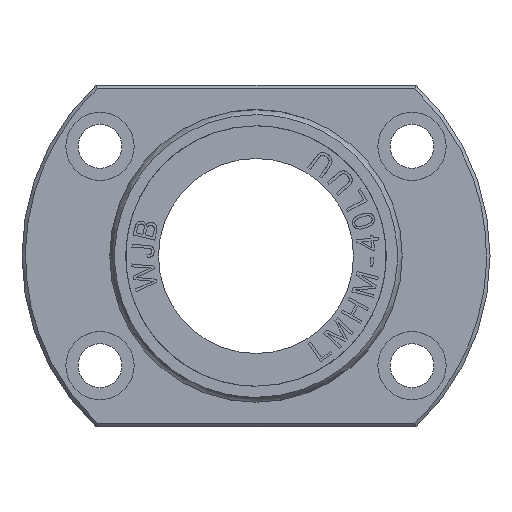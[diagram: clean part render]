
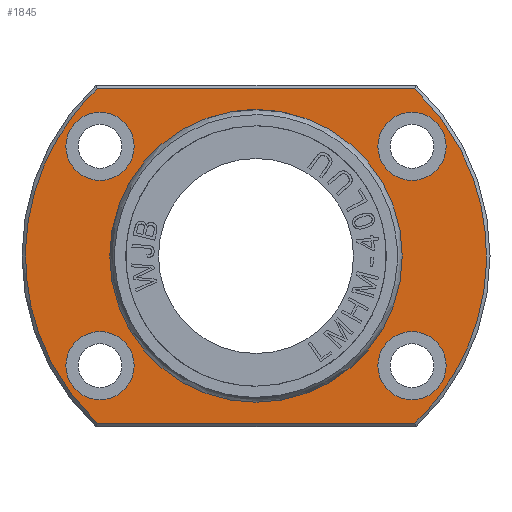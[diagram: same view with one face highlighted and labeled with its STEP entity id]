
A CAD part, left-side view. The second image highlights one B-rep face of the part: STEP entity #1845.
In plain terms, the highlighted planar face has unit normal (-1, 0, 0).
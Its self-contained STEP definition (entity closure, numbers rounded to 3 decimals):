
#142=PLANE('',#7766);
#484=FACE_BOUND('',#2701,.T.);
#485=FACE_BOUND('',#2702,.T.);
#486=FACE_BOUND('',#2703,.T.);
#487=FACE_BOUND('',#2704,.T.);
#488=FACE_BOUND('',#2705,.T.);
#489=FACE_BOUND('',#2706,.T.);
#1845=ADVANCED_FACE('',(#484,#485,#486,#487,#488,#489),#142,.T.);
#2701=EDGE_LOOP('',(#3940,#3941));
#2702=EDGE_LOOP('',(#3942,#3943));
#2703=EDGE_LOOP('',(#3944,#3945));
#2704=EDGE_LOOP('',(#3946,#3947));
#2705=EDGE_LOOP('',(#3948,#3949,#3950,#3951));
#2706=EDGE_LOOP('',(#3952,#3953));
#3163=B_SPLINE_CURVE_WITH_KNOTS('',3,(#9779,#9780,#9781,#9782,#9783,#9784,
#9785,#9786,#9787,#9788),.UNSPECIFIED.,.F.,.F.,(4,2,2,2,4),(0.,0.25,0.5,
0.75,1.),.UNSPECIFIED.);
#3240=B_SPLINE_CURVE_WITH_KNOTS('',3,(#11398,#11399,#11400,#11401,#11402,
#11403,#11404,#11405,#11406,#11407),.UNSPECIFIED.,.F.,.F.,(4,2,2,2,4),(0.,
0.25,0.5,0.75,1.),.UNSPECIFIED.);
#3241=B_SPLINE_CURVE_WITH_KNOTS('',3,(#11410,#11411,#11412,#11413),.UNSPECIFIED.,
 .F.,.F.,(4,4),(0.,1.),.UNSPECIFIED.);
#3242=B_SPLINE_CURVE_WITH_KNOTS('',3,(#11414,#11415,#11416,#11417),.UNSPECIFIED.,
 .F.,.F.,(4,4),(0.,1.),.UNSPECIFIED.);
#3243=B_SPLINE_CURVE_WITH_KNOTS('',3,(#11418,#11419,#11420,#11421,#11422,
#11423,#11424,#11425,#11426,#11427),.UNSPECIFIED.,.F.,.F.,(4,2,2,2,4),(0.,
0.25,0.5,0.75,1.),.UNSPECIFIED.);
#3244=B_SPLINE_CURVE_WITH_KNOTS('',3,(#11430,#11431,#11432,#11433,#11434,
#11435,#11436,#11437,#11438,#11439),.UNSPECIFIED.,.F.,.F.,(4,2,2,2,4),(0.,
0.25,0.5,0.75,1.),.UNSPECIFIED.);
#3940=ORIENTED_EDGE('',*,*,#6836,.F.);
#3941=ORIENTED_EDGE('',*,*,#6837,.F.);
#3942=ORIENTED_EDGE('',*,*,#6838,.F.);
#3943=ORIENTED_EDGE('',*,*,#6839,.F.);
#3944=ORIENTED_EDGE('',*,*,#6840,.F.);
#3945=ORIENTED_EDGE('',*,*,#6841,.F.);
#3946=ORIENTED_EDGE('',*,*,#6842,.F.);
#3947=ORIENTED_EDGE('',*,*,#6843,.F.);
#3948=ORIENTED_EDGE('',*,*,#6844,.F.);
#3949=ORIENTED_EDGE('',*,*,#6845,.F.);
#3950=ORIENTED_EDGE('',*,*,#6520,.F.);
#3951=ORIENTED_EDGE('',*,*,#6846,.F.);
#3952=ORIENTED_EDGE('',*,*,#6847,.T.);
#3953=ORIENTED_EDGE('',*,*,#6848,.T.);
#5784=VERTEX_POINT('',#9778);
#5785=VERTEX_POINT('',#9789);
#6098=VERTEX_POINT('',#11383);
#6099=VERTEX_POINT('',#11384);
#6100=VERTEX_POINT('',#11387);
#6101=VERTEX_POINT('',#11388);
#6102=VERTEX_POINT('',#11391);
#6103=VERTEX_POINT('',#11392);
#6104=VERTEX_POINT('',#11395);
#6105=VERTEX_POINT('',#11396);
#6106=VERTEX_POINT('',#11408);
#6107=VERTEX_POINT('',#11409);
#6108=VERTEX_POINT('',#11428);
#6109=VERTEX_POINT('',#11429);
#6520=EDGE_CURVE('',#5784,#5785,#3163,.T.);
#6836=EDGE_CURVE('',#6098,#6099,#7635,.T.);
#6837=EDGE_CURVE('',#6099,#6098,#7636,.T.);
#6838=EDGE_CURVE('',#6100,#6101,#7637,.T.);
#6839=EDGE_CURVE('',#6101,#6100,#7638,.T.);
#6840=EDGE_CURVE('',#6102,#6103,#7639,.T.);
#6841=EDGE_CURVE('',#6103,#6102,#7640,.T.);
#6842=EDGE_CURVE('',#6104,#6105,#7641,.T.);
#6843=EDGE_CURVE('',#6105,#6104,#7642,.T.);
#6844=EDGE_CURVE('',#6106,#6107,#3240,.T.);
#6845=EDGE_CURVE('',#5785,#6106,#3241,.T.);
#6846=EDGE_CURVE('',#6107,#5784,#3242,.T.);
#6847=EDGE_CURVE('',#6108,#6109,#3243,.T.);
#6848=EDGE_CURVE('',#6109,#6108,#3244,.T.);
#7635=CIRCLE('',#7758,7.);
#7636=CIRCLE('',#7759,7.);
#7637=CIRCLE('',#7760,7.);
#7638=CIRCLE('',#7761,7.);
#7639=CIRCLE('',#7762,7.);
#7640=CIRCLE('',#7763,7.);
#7641=CIRCLE('',#7764,7.);
#7642=CIRCLE('',#7765,7.);
#7758=AXIS2_PLACEMENT_3D('',#11382,#8471,#8472);
#7759=AXIS2_PLACEMENT_3D('',#11385,#8473,#8474);
#7760=AXIS2_PLACEMENT_3D('',#11386,#8475,#8476);
#7761=AXIS2_PLACEMENT_3D('',#11389,#8477,#8478);
#7762=AXIS2_PLACEMENT_3D('',#11390,#8479,#8480);
#7763=AXIS2_PLACEMENT_3D('',#11393,#8481,#8482);
#7764=AXIS2_PLACEMENT_3D('',#11394,#8483,#8484);
#7765=AXIS2_PLACEMENT_3D('',#11397,#8485,#8486);
#7766=AXIS2_PLACEMENT_3D('',#11440,#8487,#8488);
#8471=DIRECTION('',(-1.,0.,0.));
#8472=DIRECTION('',(0.,0.,1.));
#8473=DIRECTION('',(-1.,0.,0.));
#8474=DIRECTION('',(0.,0.,1.));
#8475=DIRECTION('',(-1.,0.,0.));
#8476=DIRECTION('',(0.,0.,1.));
#8477=DIRECTION('',(-1.,0.,0.));
#8478=DIRECTION('',(0.,0.,1.));
#8479=DIRECTION('',(-1.,0.,0.));
#8480=DIRECTION('',(0.,0.,1.));
#8481=DIRECTION('',(-1.,0.,0.));
#8482=DIRECTION('',(0.,0.,1.));
#8483=DIRECTION('',(-1.,0.,0.));
#8484=DIRECTION('',(0.,0.,1.));
#8485=DIRECTION('',(-1.,0.,0.));
#8486=DIRECTION('',(0.,0.,1.));
#8487=DIRECTION('',(-1.,0.,0.));
#8488=DIRECTION('',(0.,0.,1.));
#9778=CARTESIAN_POINT('',(0.,32.57,-34.3));
#9779=CARTESIAN_POINT('',(0.,32.57,-34.3));
#9780=CARTESIAN_POINT('',(0.,37.208,-29.896));
#9781=CARTESIAN_POINT('',(0.,40.938,-24.541));
#9782=CARTESIAN_POINT('',(0.,45.985,-12.788));
#9783=CARTESIAN_POINT('',(0.,47.3,-6.395));
#9784=CARTESIAN_POINT('',(0.,47.3,6.395));
#9785=CARTESIAN_POINT('',(0.,45.985,12.788));
#9786=CARTESIAN_POINT('',(0.,40.938,24.541));
#9787=CARTESIAN_POINT('',(0.,37.208,29.896));
#9788=CARTESIAN_POINT('',(0.,32.57,34.3));
#9789=CARTESIAN_POINT('',(0.,32.57,34.3));
#11382=CARTESIAN_POINT('',(0.,-32.,22.5));
#11383=CARTESIAN_POINT('',(0.,-32.,29.5));
#11384=CARTESIAN_POINT('',(0.,-32.,15.5));
#11385=CARTESIAN_POINT('',(0.,-32.,22.5));
#11386=CARTESIAN_POINT('',(0.,32.,22.5));
#11387=CARTESIAN_POINT('',(0.,32.,29.5));
#11388=CARTESIAN_POINT('',(0.,32.,15.5));
#11389=CARTESIAN_POINT('',(0.,32.,22.5));
#11390=CARTESIAN_POINT('',(0.,-32.,-22.5));
#11391=CARTESIAN_POINT('',(0.,-32.,-15.5));
#11392=CARTESIAN_POINT('',(0.,-32.,-29.5));
#11393=CARTESIAN_POINT('',(0.,-32.,-22.5));
#11394=CARTESIAN_POINT('',(0.,32.,-22.5));
#11395=CARTESIAN_POINT('',(0.,32.,-15.5));
#11396=CARTESIAN_POINT('',(0.,32.,-29.5));
#11397=CARTESIAN_POINT('',(0.,32.,-22.5));
#11398=CARTESIAN_POINT('',(0.,-32.57,34.3));
#11399=CARTESIAN_POINT('',(0.,-37.208,29.896));
#11400=CARTESIAN_POINT('',(0.,-40.938,24.541));
#11401=CARTESIAN_POINT('',(0.,-45.985,12.788));
#11402=CARTESIAN_POINT('',(0.,-47.3,6.395));
#11403=CARTESIAN_POINT('',(0.,-47.3,-6.395));
#11404=CARTESIAN_POINT('',(0.,-45.985,-12.788));
#11405=CARTESIAN_POINT('',(0.,-40.938,-24.541));
#11406=CARTESIAN_POINT('',(0.,-37.208,-29.896));
#11407=CARTESIAN_POINT('',(0.,-32.57,-34.3));
#11408=CARTESIAN_POINT('',(0.,-32.57,34.3));
#11409=CARTESIAN_POINT('',(0.,-32.57,-34.3));
#11410=CARTESIAN_POINT('',(0.,32.57,34.3));
#11411=CARTESIAN_POINT('',(0.,10.857,34.3));
#11412=CARTESIAN_POINT('',(0.,-10.857,34.3));
#11413=CARTESIAN_POINT('',(0.,-32.57,34.3));
#11414=CARTESIAN_POINT('',(0.,-32.57,-34.3));
#11415=CARTESIAN_POINT('',(0.,-10.857,-34.3));
#11416=CARTESIAN_POINT('',(0.,10.857,-34.3));
#11417=CARTESIAN_POINT('',(0.,32.57,-34.3));
#11418=CARTESIAN_POINT('',(0.,0.,
29.668));
#11419=CARTESIAN_POINT('',(0.,-7.793,29.667));
#11420=CARTESIAN_POINT('',(0.,-15.47,26.486));
#11421=CARTESIAN_POINT('',(0.,-26.486,15.471));
#11422=CARTESIAN_POINT('',(0.,-29.667,7.789));
#11423=CARTESIAN_POINT('',(0.,-29.668,-7.789));
#11424=CARTESIAN_POINT('',(0.,-26.486,-15.47));
#11425=CARTESIAN_POINT('',(0.,-15.471,-26.486));
#11426=CARTESIAN_POINT('',(0.,-7.796,-29.667));
#11427=CARTESIAN_POINT('',(0.,0.,
-29.668));
#11428=CARTESIAN_POINT('',(0.,0.,
29.668));
#11429=CARTESIAN_POINT('',(0.,0.,
-29.668));
#11430=CARTESIAN_POINT('',(0.,0.,
-29.668));
#11431=CARTESIAN_POINT('',(0.,7.793,-29.667));
#11432=CARTESIAN_POINT('',(0.,15.47,-26.486));
#11433=CARTESIAN_POINT('',(0.,26.486,-15.471));
#11434=CARTESIAN_POINT('',(0.,29.667,-7.789));
#11435=CARTESIAN_POINT('',(0.,29.668,7.789));
#11436=CARTESIAN_POINT('',(0.,26.486,15.47));
#11437=CARTESIAN_POINT('',(0.,15.471,26.486));
#11438=CARTESIAN_POINT('',(0.,7.796,29.667));
#11439=CARTESIAN_POINT('',(0.,0.,
29.668));
#11440=CARTESIAN_POINT('',(0.,-48.246,-47.3));
